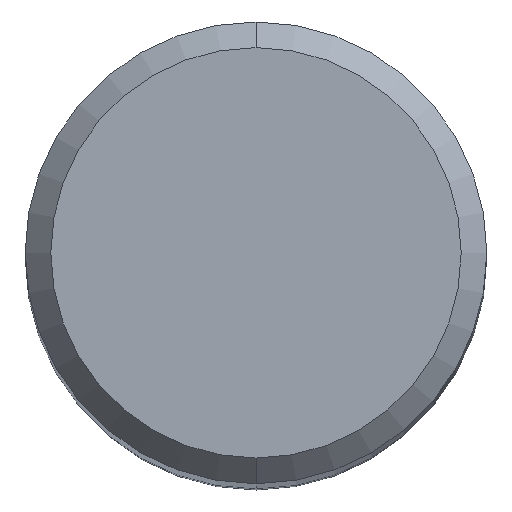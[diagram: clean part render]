
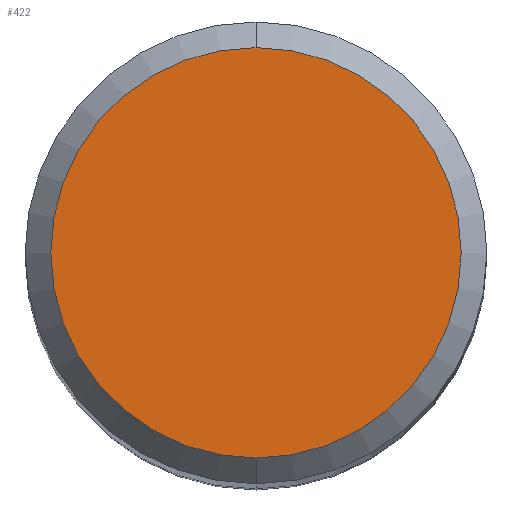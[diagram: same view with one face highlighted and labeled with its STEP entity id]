
A CAD part, top view. The second image highlights one B-rep face of the part: STEP entity #422.
In plain terms, the highlighted planar face has unit normal (0, 0, 1).
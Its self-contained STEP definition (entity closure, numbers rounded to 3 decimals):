
#222=EDGE_CURVE('',#258,#256,#529,.T.);
#256=VERTEX_POINT('',#567);
#258=VERTEX_POINT('',#569);
#336=EDGE_CURVE('',#256,#258,#651,.T.);
#422=ADVANCED_FACE('',(#749),#750,.T.);
#529=CIRCLE('',#893,4.0);
#567=CARTESIAN_POINT('',(0.0,4.0,0.0));
#569=CARTESIAN_POINT('',(0.,-4.0,0.0));
#651=CIRCLE('',#1203,4.0);
#749=FACE_OUTER_BOUND('',#1355,.T.);
#750=PLANE('',#1356);
#893=AXIS2_PLACEMENT_3D('',#1524,#1525,#1526);
#1203=AXIS2_PLACEMENT_3D('',#1623,#1624,#1625);
#1355=EDGE_LOOP('',(#1768,#1769));
#1356=AXIS2_PLACEMENT_3D('',#1770,#1771,#1772);
#1524=CARTESIAN_POINT('',(0.0,0.0,0.0));
#1525=DIRECTION('',(0.0,0.0,-1.0));
#1526=DIRECTION('',(0.0,1.0,0.0));
#1623=CARTESIAN_POINT('',(0.0,0.0,0.0));
#1624=DIRECTION('',(0.0,0.0,-1.0));
#1625=DIRECTION('',(0.0,1.0,0.0));
#1768=ORIENTED_EDGE('',*,*,#336,.F.);
#1769=ORIENTED_EDGE('',*,*,#222,.F.);
#1770=CARTESIAN_POINT('',(0.0,2.0,0.0));
#1771=DIRECTION('',(-0.0,0.0,1.0));
#1772=DIRECTION('',(0.0,-1.0,0.0));
